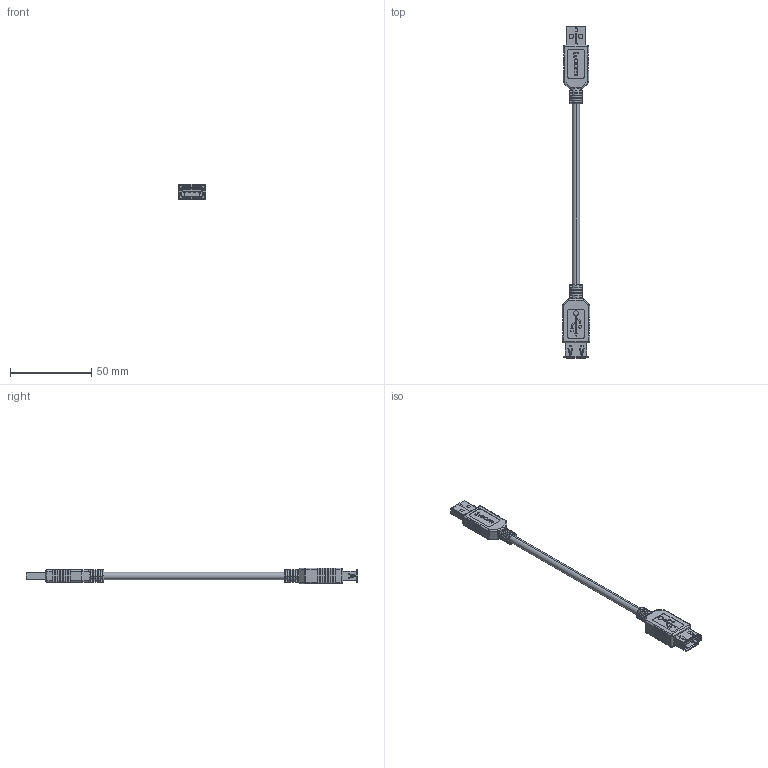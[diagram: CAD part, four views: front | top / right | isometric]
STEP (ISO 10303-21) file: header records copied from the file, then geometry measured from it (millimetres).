
FILE_DESCRIPTION (( 'STEP AP214' ), '1' );
FILE_NAME ('ECUSBAX.STEP', '2013-05-10T17:40:06', ( 'L-Com' ), ( 'L-Com Global Connectivity' ), 'SwSTEP 2.0', 'SolidWorks 2012', '' );
FILE_SCHEMA (( 'AUTOMOTIVE_DESIGN' ));
Length unit declared in the file: inch
Products named in the file (14): 3AB06-027_New L-com GC logo; MTN-184; MTN-158_New L-com Logo; 1AA05-008; 3AB06-025_NEW LOGO; MTN-151_NEW LOGO; 1AA05-003_CRIMPED; 1AA05-003-MA5; 1AA05-003-MA4; 1AA05-003-MA3; 1AA05-003-MA2_CRIMPED; 1AA05-003-MA1; CSUZAB-MA1; ECUSBAX
Assembly tree (16 placements, depth 4):
  ECUSBAX
    CSUZAB-MA1
    3AB06-025_NEW LOGO
      1AA05-003_CRIMPED
        1AA05-003-MA1
        1AA05-003-MA2_CRIMPED
        1AA05-003-MA3
        1AA05-003-MA4  x4
        1AA05-003-MA5
      MTN-151_NEW LOGO
    3AB06-027_New L-com GC logo
      1AA05-008
      MTN-158_New L-com Logo
      MTN-184
Bounding box: 17 x 204.2 x 9.5 mm (x, y, z)
Volume: 12691.5 mm3; surface area: 11988.9 mm2
Topology: 14 solids, 14 shells, 1290 faces, 3540 edges, 2278 vertices
Faces by surface type: plane 854, cylinder 326, bspline 64, sphere 42, torus 4
Entity records: 41267 total; most frequent: CARTESIAN_POINT 8714, ORIENTED_EDGE 6804, DIRECTION 6422, EDGE_CURVE 3402, LINE 2450, VECTOR 2450, VERTEX_POINT 2218, AXIS2_PLACEMENT_3D 1986
